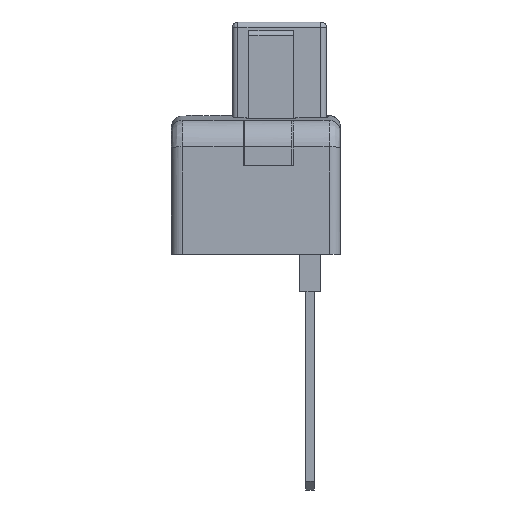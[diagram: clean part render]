
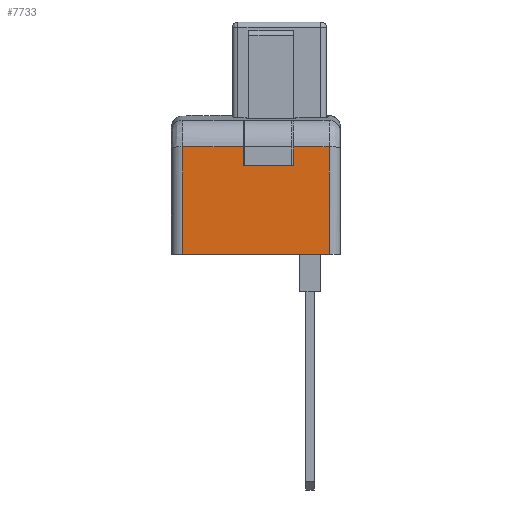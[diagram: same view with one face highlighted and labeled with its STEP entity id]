
A CAD part, front view. The second image highlights one B-rep face of the part: STEP entity #7733.
In plain terms, the highlighted planar face has unit normal (0, -1, 0).
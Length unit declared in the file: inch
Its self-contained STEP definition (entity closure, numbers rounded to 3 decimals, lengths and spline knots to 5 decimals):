
#745 = LINE ( 'NONE', #11140, #23095 ) ;
#970 = ORIENTED_EDGE ( 'NONE', *, *, #19511, .F. ) ;
#1284 = EDGE_CURVE ( 'NONE', #9459, #18465, #13433, .T. ) ;
#1489 = CARTESIAN_POINT ( 'NONE',  ( 1.22047, -1.59555, -0.153 ) ) ;
#1616 = LINE ( 'NONE', #18492, #24617 ) ;
#2093 = CARTESIAN_POINT ( 'NONE',  ( 0.5315, -1.59555, -0.01823 ) ) ;
#2743 = EDGE_CURVE ( 'NONE', #9459, #5630, #745, .T. ) ;
#2746 = CARTESIAN_POINT ( 'NONE',  ( 1.14173, -1.59555, -0.78292 ) ) ;
#3877 = LINE ( 'NONE', #5681, #21059 ) ;
#4440 = VECTOR ( 'NONE', #10412, 39.37008 ) ;
#4855 = CARTESIAN_POINT ( 'NONE',  ( 1.14173, -1.59555, -0.01823 ) ) ;
#5025 = DIRECTION ( 'NONE',  ( 0., 0., 1. ) ) ;
#5153 = LINE ( 'NONE', #8953, #5296 ) ;
#5296 = VECTOR ( 'NONE', #5025, 39.37008 ) ;
#5630 = VERTEX_POINT ( 'NONE', #14010 ) ;
#5681 = CARTESIAN_POINT ( 'NONE',  ( 0.09843, -1.59555, -0.03449 ) ) ;
#5695 = DIRECTION ( 'NONE',  ( 0., 0., -1. ) ) ;
#5772 = AXIS2_PLACEMENT_3D ( 'NONE', #21118, #23176, #16861 ) ;
#7697 = EDGE_CURVE ( 'NONE', #17919, #23713, #18103, .T. ) ;
#7733 = ADVANCED_FACE ( 'NONE', ( #25374 ), #21258, .T. ) ;
#7786 = ORIENTED_EDGE ( 'NONE', *, *, #2743, .F. ) ;
#8179 = DIRECTION ( 'NONE',  ( -1., 0., 0. ) ) ;
#8713 = CARTESIAN_POINT ( 'NONE',  ( 0.88583, -1.59555, -0.78292 ) ) ;
#8953 = CARTESIAN_POINT ( 'NONE',  ( 0.5315, -1.59555, -0.78292 ) ) ;
#9290 = VECTOR ( 'NONE', #21844, 39.37008 ) ;
#9459 = VERTEX_POINT ( 'NONE', #18536 ) ;
#9924 = EDGE_CURVE ( 'NONE', #18465, #21939, #1616, .T. ) ;
#10412 = DIRECTION ( 'NONE',  ( -1., 0., 0. ) ) ;
#11140 = CARTESIAN_POINT ( 'NONE',  ( 1.22047, -1.59555, -0.78292 ) ) ;
#11248 = ORIENTED_EDGE ( 'NONE', *, *, #9924, .T. ) ;
#12243 = CARTESIAN_POINT ( 'NONE',  ( 0.88583, -1.59555, -0.153 ) ) ;
#12469 = ORIENTED_EDGE ( 'NONE', *, *, #26950, .T. ) ;
#12811 = CARTESIAN_POINT ( 'NONE',  ( 0.09843, -1.59555, -0.01823 ) ) ;
#13298 = ORIENTED_EDGE ( 'NONE', *, *, #7697, .T. ) ;
#13433 = LINE ( 'NONE', #2746, #9290 ) ;
#14010 = CARTESIAN_POINT ( 'NONE',  ( 0.09843, -1.59555, -0.78292 ) ) ;
#14187 = VECTOR ( 'NONE', #8179, 39.37008 ) ;
#14854 = EDGE_CURVE ( 'NONE', #21939, #17919, #20352, .T. ) ;
#15212 = VECTOR ( 'NONE', #5695, 39.37008 ) ;
#16448 = DIRECTION ( 'NONE',  ( -1., 0., 0. ) ) ;
#16861 = DIRECTION ( 'NONE',  ( 0., 0., -1. ) ) ;
#17153 = VERTEX_POINT ( 'NONE', #12811 ) ;
#17919 = VERTEX_POINT ( 'NONE', #12243 ) ;
#18049 = DIRECTION ( 'NONE',  ( -1., 0., 0. ) ) ;
#18103 = LINE ( 'NONE', #1489, #14187 ) ;
#18297 = VERTEX_POINT ( 'NONE', #2093 ) ;
#18465 = VERTEX_POINT ( 'NONE', #4855 ) ;
#18492 = CARTESIAN_POINT ( 'NONE',  ( 1.22047, -1.59555, -0.01823 ) ) ;
#18536 = CARTESIAN_POINT ( 'NONE',  ( 1.14173, -1.59555, -0.78292 ) ) ;
#18910 = ORIENTED_EDGE ( 'NONE', *, *, #14854, .T. ) ;
#19511 = EDGE_CURVE ( 'NONE', #5630, #17153, #3877, .T. ) ;
#20352 = LINE ( 'NONE', #8713, #15212 ) ;
#20847 = CARTESIAN_POINT ( 'NONE',  ( 0.88583, -1.59555, -0.01823 ) ) ;
#20885 = DIRECTION ( 'NONE',  ( 0., 0., 1. ) ) ;
#20919 = CARTESIAN_POINT ( 'NONE',  ( 1.22047, -1.59555, -0.01823 ) ) ;
#21059 = VECTOR ( 'NONE', #20885, 39.37008 ) ;
#21118 = CARTESIAN_POINT ( 'NONE',  ( 1.22047, -1.59555, -0.78292 ) ) ;
#21258 = PLANE ( 'NONE',  #5772 ) ;
#21505 = ORIENTED_EDGE ( 'NONE', *, *, #22606, .T. ) ;
#21844 = DIRECTION ( 'NONE',  ( 0., 0., 1. ) ) ;
#21939 = VERTEX_POINT ( 'NONE', #20847 ) ;
#22344 = EDGE_LOOP ( 'NONE', ( #11248, #18910, #13298, #12469, #21505, #970, #7786, #22604 ) ) ;
#22399 = CARTESIAN_POINT ( 'NONE',  ( 0.5315, -1.59555, -0.153 ) ) ;
#22604 = ORIENTED_EDGE ( 'NONE', *, *, #1284, .T. ) ;
#22606 = EDGE_CURVE ( 'NONE', #18297, #17153, #22990, .T. ) ;
#22990 = LINE ( 'NONE', #20919, #4440 ) ;
#23095 = VECTOR ( 'NONE', #18049, 39.37008 ) ;
#23176 = DIRECTION ( 'NONE',  ( 0., -1., 0. ) ) ;
#23713 = VERTEX_POINT ( 'NONE', #22399 ) ;
#24617 = VECTOR ( 'NONE', #16448, 39.37008 ) ;
#25374 = FACE_OUTER_BOUND ( 'NONE', #22344, .T. ) ;
#26950 = EDGE_CURVE ( 'NONE', #23713, #18297, #5153, .T. ) ;
